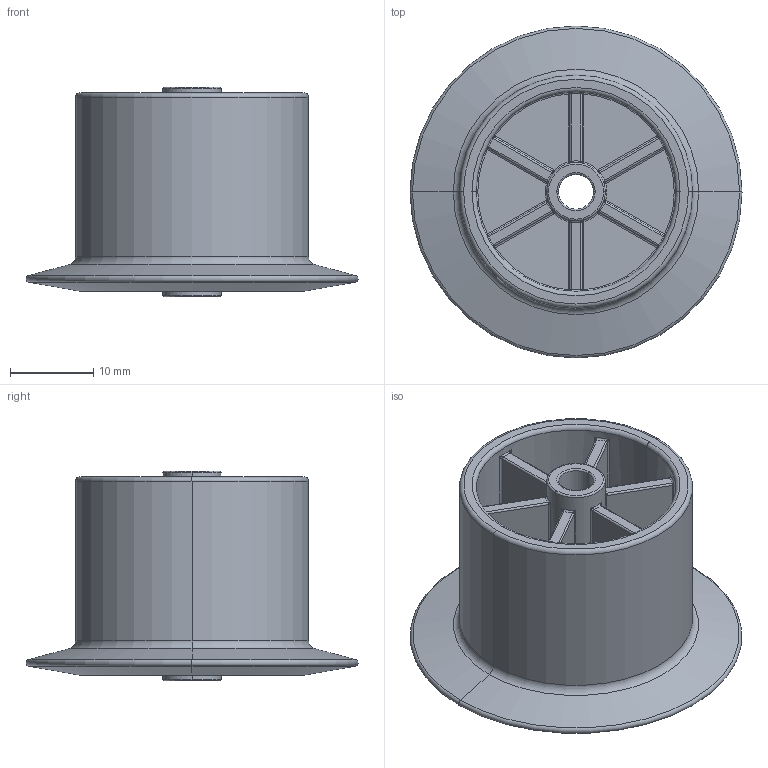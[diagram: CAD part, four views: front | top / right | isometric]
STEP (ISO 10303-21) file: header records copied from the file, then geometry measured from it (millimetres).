
FILE_DESCRIPTION (( 'STEP AP203' ), '1' );
FILE_NAME ('062RR28F91ESD.STEP', '2015-09-11T10:59:32', ( 'Fath' ), ( 'Hewlett-Packard Company' ), 'SwSTEP 2.0', 'SolidWorks 2014', '' );
FILE_SCHEMA (( 'CONFIG_CONTROL_DESIGN' ));
Length unit declared in the file: millimetre
Products named in the file (1): 062RR28F91ESD
Bounding box: 39.89 x 39.89 x 25.2 mm (x, y, z)
Volume: 7887.5 mm3; surface area: 8302.4 mm2
Topology: 1 solids, 1 shells, 524 faces, 1302 edges, 714 vertices
Faces by surface type: plane 156, cylinder 126, torus 98, bspline 82, sphere 58, cone 4
Entity records: 16761 total; most frequent: CARTESIAN_POINT 5213, DIRECTION 2426, ORIENTED_EDGE 2412, EDGE_CURVE 1206, AXIS2_PLACEMENT_3D 951, VERTEX_POINT 694, EDGE_LOOP 536, VECTOR 524
